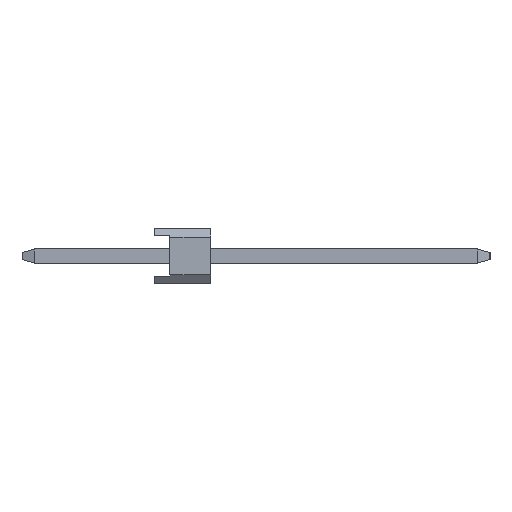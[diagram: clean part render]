
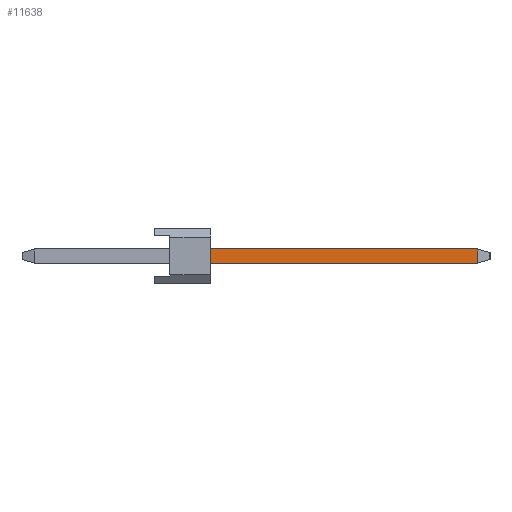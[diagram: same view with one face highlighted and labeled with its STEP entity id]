
A CAD part, left-side view. The second image highlights one B-rep face of the part: STEP entity #11638.
In plain terms, the highlighted planar face has unit normal (-1, 0, 0).
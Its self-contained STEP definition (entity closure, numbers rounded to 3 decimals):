
#4720=VERTEX_POINT('',#13385);
#4746=VERTEX_POINT('',#13416);
#5776=VERTEX_POINT('',#14542);
#6200=VERTEX_POINT('',#15003);
#8880=EDGE_CURVE('',#4720,#4746,#17983,.T.);
#9332=EDGE_CURVE('',#6200,#5776,#18472,.T.);
#11638=ADVANCED_FACE('',(#21022),#21023,.T.);
#12492=EDGE_CURVE('',#4746,#6200,#21961,.T.);
#12556=EDGE_CURVE('',#5776,#4720,#22034,.T.);
#13385=CARTESIAN_POINT('',(-34.61,-14.594,-0.32));
#13416=CARTESIAN_POINT('',(-34.61,-2.54,-0.32));
#14542=CARTESIAN_POINT('',(-34.61,-14.594,0.32));
#15003=CARTESIAN_POINT('',(-34.61,-2.54,0.32));
#17983=LINE('',#29693,#29694);
#18472=LINE('',#30410,#30411);
#21022=FACE_OUTER_BOUND('',#34107,.T.);
#21023=PLANE('',#34108);
#21961=LINE('',#35495,#35496);
#22034=LINE('',#35596,#35597);
#29693=CARTESIAN_POINT('',(-34.61,5.414,-0.32));
#29694=VECTOR('',#41347,1.0);
#30410=CARTESIAN_POINT('',(-34.61,-4.59,0.32));
#30411=VECTOR('',#41769,1.0);
#34107=EDGE_LOOP('',(#44482,#44483,#44484,#44485));
#34108=AXIS2_PLACEMENT_3D('',#44486,#44487,#44488);
#35495=CARTESIAN_POINT('',(-34.61,-2.54,0.252));
#35496=VECTOR('',#45407,1.0);
#35596=CARTESIAN_POINT('',(-34.61,-14.594,0.5));
#35597=VECTOR('',#45497,1.0);
#41347=DIRECTION('',(0.,1.0,0.));
#41769=DIRECTION('',(0.,-1.0,0.));
#44482=ORIENTED_EDGE('',*,*,#12492,.F.);
#44483=ORIENTED_EDGE('',*,*,#8880,.F.);
#44484=ORIENTED_EDGE('',*,*,#12556,.F.);
#44485=ORIENTED_EDGE('',*,*,#9332,.F.);
#44486=CARTESIAN_POINT('',(-34.61,5.414,0.5));
#44487=DIRECTION('',(-1.0,0.,0.));
#44488=DIRECTION('',(0.,1.0,0.));
#45407=DIRECTION('',(0.,0.,1.0));
#45497=DIRECTION('',(0.0,0.,-1.0));
